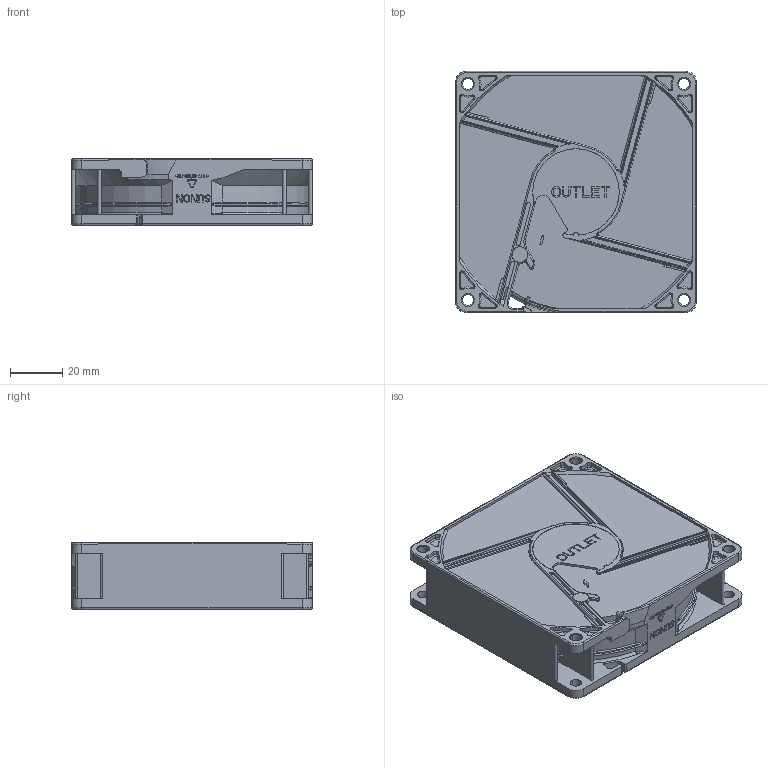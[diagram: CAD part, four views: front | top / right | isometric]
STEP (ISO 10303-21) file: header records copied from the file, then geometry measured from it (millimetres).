
FILE_DESCRIPTION((''),'2;1');
FILE_NAME('EE9225-K201002721G-R1-20161103','2018-06-21T',('99010'),(''),'CREO PARAMETRIC BY PTC INC, 2014500','CREO PARAMETRIC BY PTC INC, 2014500','');
FILE_SCHEMA(('CONFIG_CONTROL_DESIGN'));
Length unit declared in the file: millimetre
Products named in the file (1): EE9225-K201002721G-R1-20161103
Bounding box: 92 x 92 x 25.4 mm (x, y, z)
Volume: 171196.8 mm3; surface area: 36667.7 mm2
Topology: 1 solids, 1 shells, 1311 faces, 3673 edges, 2412 vertices
Faces by surface type: plane 797, cylinder 289, torus 105, bspline 88, cone 26, sphere 6
Entity records: 46754 total; most frequent: CARTESIAN_POINT 13109, ORIENTED_EDGE 7314, DIRECTION 6680, EDGE_CURVE 3657, VECTOR 2436, LINE 2436, VERTEX_POINT 2412, AXIS2_PLACEMENT_3D 2122
